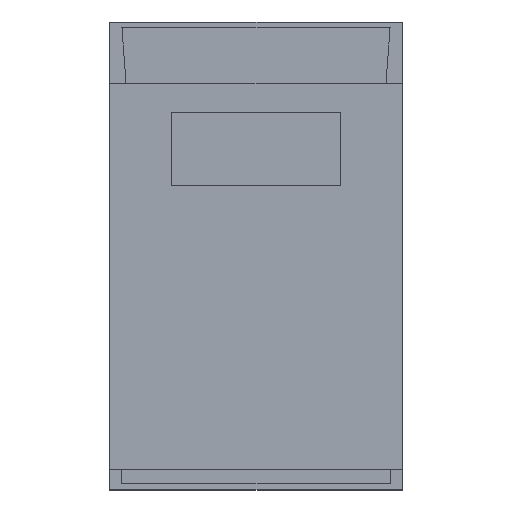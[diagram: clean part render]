
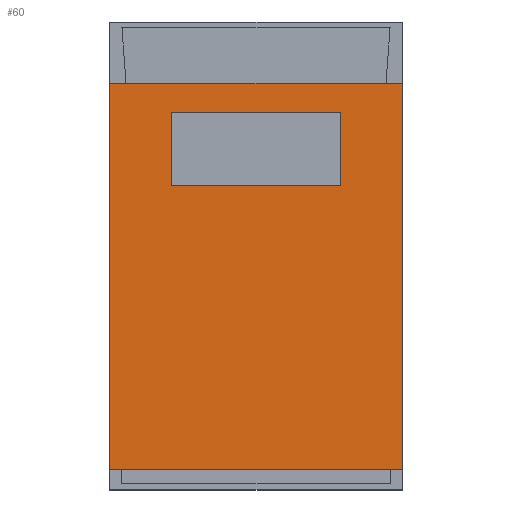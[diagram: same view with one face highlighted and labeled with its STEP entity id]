
A CAD part, top view. The second image highlights one B-rep face of the part: STEP entity #60.
In plain terms, the highlighted planar face has unit normal (0, 0, 1).
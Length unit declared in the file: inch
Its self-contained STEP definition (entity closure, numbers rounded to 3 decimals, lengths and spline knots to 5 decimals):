
#24 = VECTOR ( 'NONE', #111, 39.37008 ) ;
#37 = FACE_OUTER_BOUND ( 'NONE', #508, .T. ) ;
#50 = VERTEX_POINT ( 'NONE', #62 ) ;
#52 = LINE ( 'NONE', #771, #276 ) ;
#60 = ADVANCED_FACE ( 'NONE', ( #617, #37 ), #1030, .F. ) ;
#62 = CARTESIAN_POINT ( 'NONE',  ( -0.0145, 0.01206, 0.0225 ) ) ;
#64 = VECTOR ( 'NONE', #906, 39.37008 ) ;
#94 = VERTEX_POINT ( 'NONE', #284 ) ;
#111 = DIRECTION ( 'NONE',  ( -1., 0., 0. ) ) ;
#116 = CARTESIAN_POINT ( 'NONE',  ( 0., 0.02455, 0.0225 ) ) ;
#137 = ORIENTED_EDGE ( 'NONE', *, *, #425, .T. ) ;
#141 = CARTESIAN_POINT ( 'NONE',  ( 0.0145, 0.01206, 0.0225 ) ) ;
#155 = VERTEX_POINT ( 'NONE', #141 ) ;
#163 = LINE ( 'NONE', #486, #461 ) ;
#191 = DIRECTION ( 'NONE',  ( 0., -1., 0. ) ) ;
#198 = VERTEX_POINT ( 'NONE', #439 ) ;
#200 = DIRECTION ( 'NONE',  ( 0., 1., 0. ) ) ;
#214 = ORIENTED_EDGE ( 'NONE', *, *, #673, .T. ) ;
#216 = EDGE_CURVE ( 'NONE', #155, #50, #52, .T. ) ;
#225 = CARTESIAN_POINT ( 'NONE',  ( -0.025, 0.0295, 0.0225 ) ) ;
#276 = VECTOR ( 'NONE', #459, 39.37008 ) ;
#284 = CARTESIAN_POINT ( 'NONE',  ( 0.0145, 0.02455, 0.0225 ) ) ;
#305 = DIRECTION ( 'NONE',  ( 0., 0., -1. ) ) ;
#315 = VECTOR ( 'NONE', #926, 39.37008 ) ;
#316 = LINE ( 'NONE', #650, #666 ) ;
#321 = EDGE_LOOP ( 'NONE', ( #814, #744, #474, #592 ) ) ;
#336 = EDGE_CURVE ( 'NONE', #894, #337, #604, .T. ) ;
#337 = VERTEX_POINT ( 'NONE', #857 ) ;
#344 = VECTOR ( 'NONE', #759, 39.37008 ) ;
#366 = LINE ( 'NONE', #844, #315 ) ;
#367 = CARTESIAN_POINT ( 'NONE',  ( 0., 0., 0.0225 ) ) ;
#425 = EDGE_CURVE ( 'NONE', #773, #819, #163, .T. ) ;
#439 = CARTESIAN_POINT ( 'NONE',  ( -0.0145, 0.02455, 0.0225 ) ) ;
#443 = AXIS2_PLACEMENT_3D ( 'NONE', #367, #305, #536 ) ;
#459 = DIRECTION ( 'NONE',  ( -1., 0., 0. ) ) ;
#461 = VECTOR ( 'NONE', #726, 39.37008 ) ;
#474 = ORIENTED_EDGE ( 'NONE', *, *, #694, .T. ) ;
#477 = EDGE_CURVE ( 'NONE', #94, #155, #316, .T. ) ;
#486 = CARTESIAN_POINT ( 'NONE',  ( -0.025, 0., 0.0225 ) ) ;
#507 = LINE ( 'NONE', #568, #64 ) ;
#508 = EDGE_LOOP ( 'NONE', ( #137, #214, #935, #832 ) ) ;
#536 = DIRECTION ( 'NONE',  ( -1., 0., 0. ) ) ;
#540 = CARTESIAN_POINT ( 'NONE',  ( -0.025, -0.0365, 0.0225 ) ) ;
#568 = CARTESIAN_POINT ( 'NONE',  ( -0.0145, 0., 0.0225 ) ) ;
#592 = ORIENTED_EDGE ( 'NONE', *, *, #477, .T. ) ;
#593 = EDGE_CURVE ( 'NONE', #50, #198, #507, .T. ) ;
#604 = LINE ( 'NONE', #934, #866 ) ;
#617 = FACE_BOUND ( 'NONE', #321, .T. ) ;
#650 = CARTESIAN_POINT ( 'NONE',  ( 0.0145, 0., 0.0225 ) ) ;
#666 = VECTOR ( 'NONE', #191, 39.37008 ) ;
#673 = EDGE_CURVE ( 'NONE', #819, #894, #366, .T. ) ;
#694 = EDGE_CURVE ( 'NONE', #198, #94, #931, .T. ) ;
#703 = CARTESIAN_POINT ( 'NONE',  ( 0., 0.0295, 0.0225 ) ) ;
#724 = CARTESIAN_POINT ( 'NONE',  ( 0.025, -0.0365, 0.0225 ) ) ;
#726 = DIRECTION ( 'NONE',  ( 0., -1., 0. ) ) ;
#744 = ORIENTED_EDGE ( 'NONE', *, *, #593, .T. ) ;
#755 = EDGE_CURVE ( 'NONE', #337, #773, #785, .T. ) ;
#759 = DIRECTION ( 'NONE',  ( 1., 0., 0. ) ) ;
#771 = CARTESIAN_POINT ( 'NONE',  ( 0., 0.01206, 0.0225 ) ) ;
#773 = VERTEX_POINT ( 'NONE', #225 ) ;
#785 = LINE ( 'NONE', #703, #24 ) ;
#814 = ORIENTED_EDGE ( 'NONE', *, *, #216, .T. ) ;
#819 = VERTEX_POINT ( 'NONE', #540 ) ;
#832 = ORIENTED_EDGE ( 'NONE', *, *, #755, .T. ) ;
#844 = CARTESIAN_POINT ( 'NONE',  ( 0., -0.0365, 0.0225 ) ) ;
#857 = CARTESIAN_POINT ( 'NONE',  ( 0.025, 0.0295, 0.0225 ) ) ;
#866 = VECTOR ( 'NONE', #200, 39.37008 ) ;
#894 = VERTEX_POINT ( 'NONE', #724 ) ;
#906 = DIRECTION ( 'NONE',  ( 0., 1., 0. ) ) ;
#926 = DIRECTION ( 'NONE',  ( 1., 0., 0. ) ) ;
#931 = LINE ( 'NONE', #116, #344 ) ;
#934 = CARTESIAN_POINT ( 'NONE',  ( 0.025, 0., 0.0225 ) ) ;
#935 = ORIENTED_EDGE ( 'NONE', *, *, #336, .T. ) ;
#1030 = PLANE ( 'NONE',  #443 ) ;
